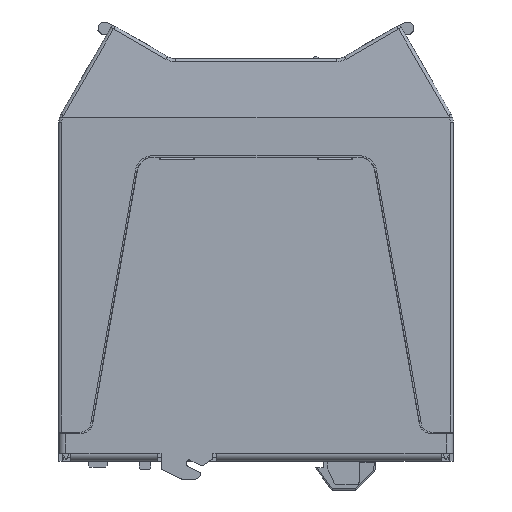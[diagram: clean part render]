
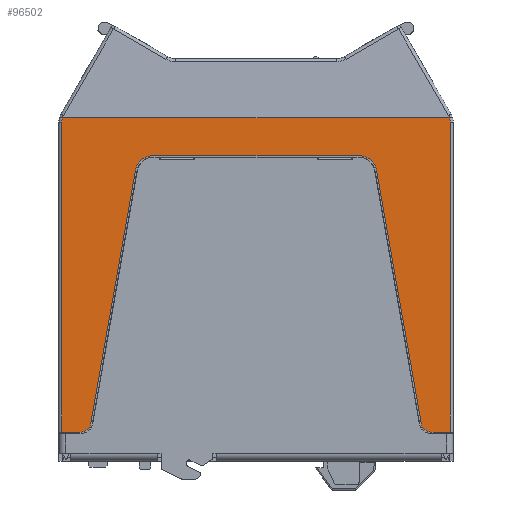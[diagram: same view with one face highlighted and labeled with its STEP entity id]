
A CAD part, left-side view. The second image highlights one B-rep face of the part: STEP entity #96502.
In plain terms, the highlighted face is planar.
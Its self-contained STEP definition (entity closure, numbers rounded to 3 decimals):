
#686 = CARTESIAN_POINT ( 'NONE',  ( -44.34, -83.5, 14. ) ) ;
#2975 = DIRECTION ( 'NONE',  ( 0., 0., 1. ) ) ;
#6301 = VERTEX_POINT ( 'NONE', #70079 ) ;
#6511 = VECTOR ( 'NONE', #108414, 1000. ) ;
#7439 = ORIENTED_EDGE ( 'NONE', *, *, #133651, .T. ) ;
#8293 = CIRCLE ( 'NONE', #127903, 2.5 ) ;
#10708 = DIRECTION ( 'NONE',  ( -1., 0., 0. ) ) ;
#12829 = ORIENTED_EDGE ( 'NONE', *, *, #46416, .F. ) ;
#12866 = ORIENTED_EDGE ( 'NONE', *, *, #48223, .T. ) ;
#15174 = LINE ( 'NONE', #129831, #6511 ) ;
#15927 = CIRCLE ( 'NONE', #52561, 3.2 ) ;
#15950 = EDGE_CURVE ( 'NONE', #18222, #33252, #47753, .T. ) ;
#17290 = VECTOR ( 'NONE', #126097, 1000. ) ;
#18222 = VERTEX_POINT ( 'NONE', #134651 ) ;
#18824 = PLANE ( 'NONE',  #97564 ) ;
#19034 = VERTEX_POINT ( 'NONE', #141470 ) ;
#20340 = VECTOR ( 'NONE', #131988, 1000. ) ;
#23690 = DIRECTION ( 'NONE',  ( 1., 0., 0. ) ) ;
#23761 = CIRCLE ( 'NONE', #36023, 4.4 ) ;
#26106 = EDGE_CURVE ( 'NONE', #147002, #6301, #60838, .T. ) ;
#26987 = CARTESIAN_POINT ( 'NONE',  ( 49.2, -86., 14. ) ) ;
#27718 = ORIENTED_EDGE ( 'NONE', *, *, #67818, .T. ) ;
#28100 = VECTOR ( 'NONE', #35258, 1000. ) ;
#28544 = DIRECTION ( 'NONE',  ( 0.174, 0.985, 0. ) ) ;
#30324 = DIRECTION ( 'NONE',  ( 0., -1., 0. ) ) ;
#30791 = CARTESIAN_POINT ( 'NONE',  ( -44.34, -86., 14. ) ) ;
#32334 = AXIS2_PLACEMENT_3D ( 'NONE', #35630, #57808, #117410 ) ;
#33252 = VERTEX_POINT ( 'NONE', #51607 ) ;
#33358 = CARTESIAN_POINT ( 'NONE',  ( 49.2, -7.472, 14. ) ) ;
#35258 = DIRECTION ( 'NONE',  ( 1., 0., 0. ) ) ;
#35630 = CARTESIAN_POINT ( 'NONE',  ( -46., -7.472, 14. ) ) ;
#36023 = AXIS2_PLACEMENT_3D ( 'NONE', #85912, #40070, #133221 ) ;
#37579 = EDGE_CURVE ( 'NONE', #44817, #18222, #103991, .T. ) ;
#38844 = LINE ( 'NONE', #85429, #20340 ) ;
#40070 = DIRECTION ( 'NONE',  ( 0., 0., 1. ) ) ;
#40621 = VECTOR ( 'NONE', #10708, 1000. ) ;
#41777 = CARTESIAN_POINT ( 'NONE',  ( -26.208, -16., 14. ) ) ;
#44817 = VERTEX_POINT ( 'NONE', #26987 ) ;
#45070 = ORIENTED_EDGE ( 'NONE', *, *, #26106, .F. ) ;
#45390 = VERTEX_POINT ( 'NONE', #115333 ) ;
#46416 = EDGE_CURVE ( 'NONE', #33252, #102226, #76985, .T. ) ;
#47062 = CARTESIAN_POINT ( 'NONE',  ( -49.015, -6.4, 14. ) ) ;
#47154 = VERTEX_POINT ( 'NONE', #41777 ) ;
#47753 = CIRCLE ( 'NONE', #103871, 2.5 ) ;
#48223 = EDGE_CURVE ( 'NONE', #111218, #6301, #15927, .T. ) ;
#50184 = ORIENTED_EDGE ( 'NONE', *, *, #111628, .T. ) ;
#51607 = CARTESIAN_POINT ( 'NONE',  ( 41.878, -83.935, 14. ) ) ;
#52561 = AXIS2_PLACEMENT_3D ( 'NONE', #53109, #75987, #65325 ) ;
#52587 = EDGE_CURVE ( 'NONE', #45390, #111513, #87381, .T. ) ;
#53109 = CARTESIAN_POINT ( 'NONE',  ( 46., -7.472, 14. ) ) ;
#53619 = LINE ( 'NONE', #146677, #17290 ) ;
#57476 = CARTESIAN_POINT ( 'NONE',  ( -49.2, -7.472, 14. ) ) ;
#57808 = DIRECTION ( 'NONE',  ( 0., 0., 1. ) ) ;
#60838 = LINE ( 'NONE', #107396, #86120 ) ;
#61785 = DIRECTION ( 'NONE',  ( 0., 0., -1. ) ) ;
#63900 = VERTEX_POINT ( 'NONE', #135057 ) ;
#65325 = DIRECTION ( 'NONE',  ( -1., 0., 0. ) ) ;
#67818 = EDGE_CURVE ( 'NONE', #125942, #19034, #38844, .T. ) ;
#68943 = CIRCLE ( 'NONE', #32334, 3.2 ) ;
#70079 = CARTESIAN_POINT ( 'NONE',  ( 49.015, -6.4, 14. ) ) ;
#70888 = ORIENTED_EDGE ( 'NONE', *, *, #37579, .F. ) ;
#71725 = CARTESIAN_POINT ( 'NONE',  ( 44.34, -83.5, 14. ) ) ;
#75495 = CARTESIAN_POINT ( 'NONE',  ( 41.878, -83.935, 14. ) ) ;
#75987 = DIRECTION ( 'NONE',  ( 0., 0., 1. ) ) ;
#76214 = DIRECTION ( 'NONE',  ( -0.174, 0.985, 0. ) ) ;
#76499 = ORIENTED_EDGE ( 'NONE', *, *, #130485, .T. ) ;
#76985 = LINE ( 'NONE', #75495, #83943 ) ;
#79877 = ORIENTED_EDGE ( 'NONE', *, *, #102677, .T. ) ;
#83943 = VECTOR ( 'NONE', #76214, 1000. ) ;
#84308 = ORIENTED_EDGE ( 'NONE', *, *, #15950, .F. ) ;
#85429 = CARTESIAN_POINT ( 'NONE',  ( -49.2, -86.4, 14. ) ) ;
#85912 = CARTESIAN_POINT ( 'NONE',  ( 26.208, -20.4, 14. ) ) ;
#86120 = VECTOR ( 'NONE', #134757, 1000. ) ;
#87381 = LINE ( 'NONE', #133924, #101545 ) ;
#91524 = VERTEX_POINT ( 'NONE', #30791 ) ;
#91749 = CARTESIAN_POINT ( 'NONE',  ( 49.2, -86., 14. ) ) ;
#94153 = CARTESIAN_POINT ( 'NONE',  ( -26.208, -20.4, 14. ) ) ;
#96502 = ADVANCED_FACE ( 'NONE', ( #134182 ), #18824, .F. ) ;
#97039 = CARTESIAN_POINT ( 'NONE',  ( -26.208, -16., 14. ) ) ;
#97179 = AXIS2_PLACEMENT_3D ( 'NONE', #94153, #142933, #106387 ) ;
#97564 = AXIS2_PLACEMENT_3D ( 'NONE', #147113, #145595, #30324 ) ;
#98166 = CARTESIAN_POINT ( 'NONE',  ( -30.541, -19.636, 14. ) ) ;
#98418 = EDGE_CURVE ( 'NONE', #19034, #91524, #53619, .T. ) ;
#101545 = VECTOR ( 'NONE', #28544, 1000. ) ;
#102226 = VERTEX_POINT ( 'NONE', #121749 ) ;
#102677 = EDGE_CURVE ( 'NONE', #44817, #111218, #15174, .T. ) ;
#103871 = AXIS2_PLACEMENT_3D ( 'NONE', #71725, #61785, #141124 ) ;
#103991 = LINE ( 'NONE', #91749, #40621 ) ;
#106387 = DIRECTION ( 'NONE',  ( 1., 0., 0. ) ) ;
#107396 = CARTESIAN_POINT ( 'NONE',  ( -50., -6.4, 14. ) ) ;
#108162 = ORIENTED_EDGE ( 'NONE', *, *, #129665, .F. ) ;
#108414 = DIRECTION ( 'NONE',  ( 0., 1., 0. ) ) ;
#108991 = ORIENTED_EDGE ( 'NONE', *, *, #98418, .T. ) ;
#110593 = ORIENTED_EDGE ( 'NONE', *, *, #52587, .T. ) ;
#110991 = EDGE_CURVE ( 'NONE', #91524, #45390, #8293, .T. ) ;
#111218 = VERTEX_POINT ( 'NONE', #33358 ) ;
#111513 = VERTEX_POINT ( 'NONE', #98166 ) ;
#111628 = EDGE_CURVE ( 'NONE', #47154, #63900, #141316, .T. ) ;
#115333 = CARTESIAN_POINT ( 'NONE',  ( -41.878, -83.935, 14. ) ) ;
#117410 = DIRECTION ( 'NONE',  ( -1., 0., 0. ) ) ;
#121749 = CARTESIAN_POINT ( 'NONE',  ( 30.541, -19.636, 14. ) ) ;
#123809 = EDGE_LOOP ( 'NONE', ( #50184, #108162, #12829, #84308, #70888, #79877, #12866, #45070, #7439, #27718, #108991, #147912, #110593, #76499 ) ) ;
#125942 = VERTEX_POINT ( 'NONE', #57476 ) ;
#126097 = DIRECTION ( 'NONE',  ( 1., 0., 0. ) ) ;
#127903 = AXIS2_PLACEMENT_3D ( 'NONE', #686, #2975, #23690 ) ;
#129665 = EDGE_CURVE ( 'NONE', #102226, #63900, #23761, .T. ) ;
#129831 = CARTESIAN_POINT ( 'NONE',  ( 49.2, -7.472, 14. ) ) ;
#130485 = EDGE_CURVE ( 'NONE', #111513, #47154, #133806, .T. ) ;
#131988 = DIRECTION ( 'NONE',  ( 0., -1., 0. ) ) ;
#133221 = DIRECTION ( 'NONE',  ( -1., 0., 0. ) ) ;
#133651 = EDGE_CURVE ( 'NONE', #147002, #125942, #68943, .T. ) ;
#133806 = CIRCLE ( 'NONE', #97179, 4.4 ) ;
#133924 = CARTESIAN_POINT ( 'NONE',  ( -41.878, -83.935, 14. ) ) ;
#134182 = FACE_OUTER_BOUND ( 'NONE', #123809, .T. ) ;
#134651 = CARTESIAN_POINT ( 'NONE',  ( 44.34, -86., 14. ) ) ;
#134757 = DIRECTION ( 'NONE',  ( 1., 0., 0. ) ) ;
#135057 = CARTESIAN_POINT ( 'NONE',  ( 26.208, -16., 14. ) ) ;
#141124 = DIRECTION ( 'NONE',  ( -1., 0., 0. ) ) ;
#141316 = LINE ( 'NONE', #97039, #28100 ) ;
#141470 = CARTESIAN_POINT ( 'NONE',  ( -49.2, -86., 14. ) ) ;
#142933 = DIRECTION ( 'NONE',  ( 0., 0., -1. ) ) ;
#145595 = DIRECTION ( 'NONE',  ( 0., 0., -1. ) ) ;
#146677 = CARTESIAN_POINT ( 'NONE',  ( -49.2, -86., 14. ) ) ;
#147002 = VERTEX_POINT ( 'NONE', #47062 ) ;
#147113 = CARTESIAN_POINT ( 'NONE',  ( 0., 0., 14. ) ) ;
#147912 = ORIENTED_EDGE ( 'NONE', *, *, #110991, .T. ) ;
